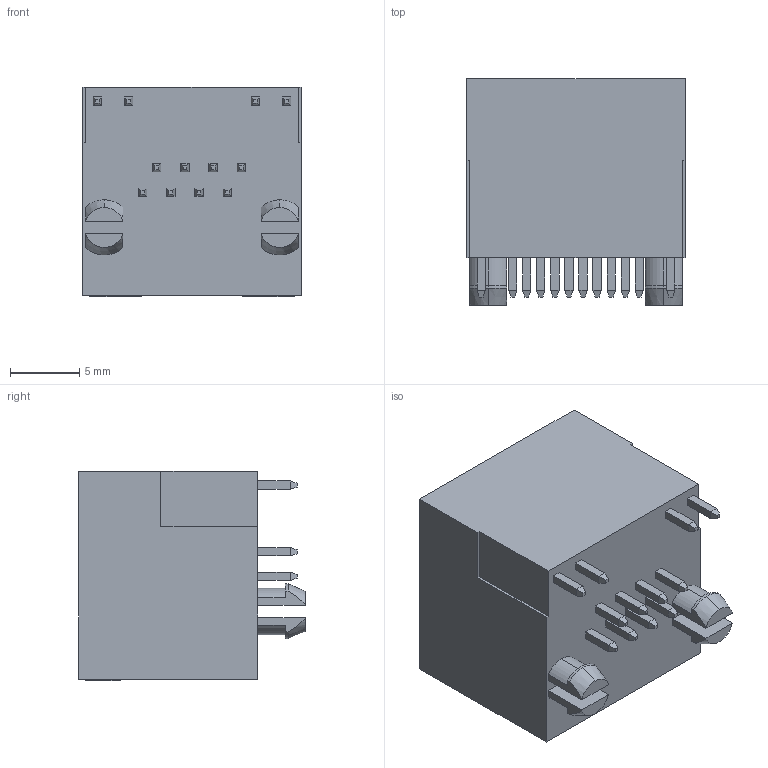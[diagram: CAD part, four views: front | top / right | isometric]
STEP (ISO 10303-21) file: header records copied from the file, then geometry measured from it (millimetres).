
FILE_DESCRIPTION (( 'STEP AP214' ), '1' );
FILE_NAME ('MTJ-88RX1-LX.STEP', '2019-11-29T02:44:37', ( '' ), ( '' ), 'SwSTEP 2.0', 'SolidWorks 2019', '' );
FILE_SCHEMA (( 'AUTOMOTIVE_DESIGN' ));
Length unit declared in the file: millimetre
Products named in the file (1): MTJ-88RX1-LX
Bounding box: 15.8 x 16.4 x 15.15 mm (x, y, z)
Volume: 1887.9 mm3; surface area: 2142.8 mm2
Topology: 1 solids, 1 shells, 213 faces, 526 edges, 334 vertices
Faces by surface type: plane 195, cylinder 12, cone 6
Entity records: 8579 total; most frequent: CARTESIAN_POINT 1130, ORIENTED_EDGE 1052, DIRECTION 976, EDGE_CURVE 526, VECTOR 488, LINE 488, VERTEX_POINT 334, EDGE_LOOP 248
